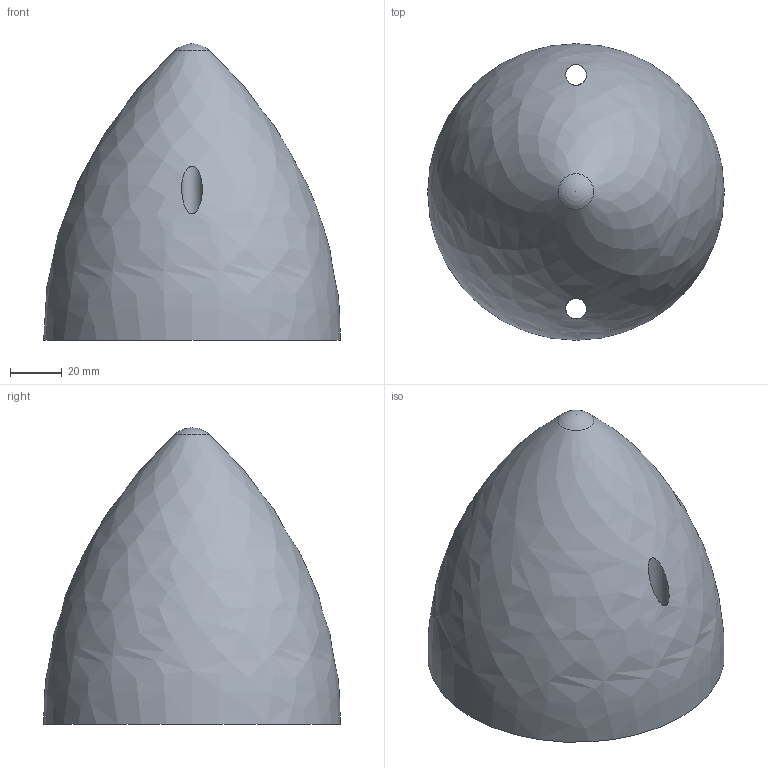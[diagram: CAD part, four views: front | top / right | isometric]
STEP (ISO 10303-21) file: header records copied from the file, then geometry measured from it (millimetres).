
FILE_DESCRIPTION(/* description */ ('STEP AP214'),/* implementation_level */ '2;1');
FILE_NAME(/* name */ '64690cebc78bef02ddcfeb25',/* time_stamp */ '2023-05-20T18:09:48Z',/* author */ (''),/* organization */ (''),/* preprocessor_version */ 'ST-DEVELOPER v19.4',/* originating_system */ ' ',/* authorisation */ ' ');
FILE_SCHEMA (('AUTOMOTIVE_DESIGN {1 0 10303 214 3 1 1}'));
Length unit declared in the file: metre
Products named in the file (1): Part 4
Bounding box: 114.27 x 114.27 x 114.13 mm (x, y, z)
Volume: 675809.3 mm3; surface area: 44574.3 mm2
Topology: 1 solids, 1 shells, 5 faces, 13 edges, 9 vertices
Faces by surface type: cylinder 2, plane 1, bspline 1, sphere 1
Full cylindrical faces by diameter (mm): 8 x2
Entity records: 341 total; most frequent: CARTESIAN_POINT 216, DIRECTION 18, ORIENTED_EDGE 12, EDGE_LOOP 12, FACE_BOUND 12, AXIS2_PLACEMENT_3D 9, EDGE_CURVE 6, VERTEX_POINT 6
